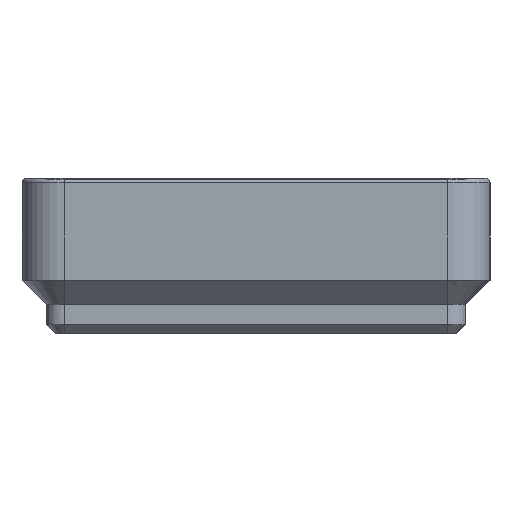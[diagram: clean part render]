
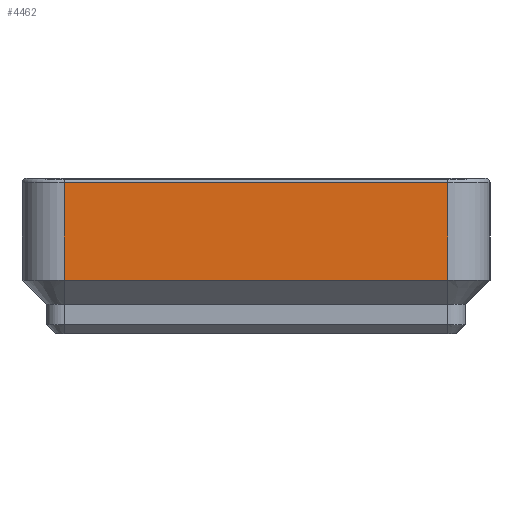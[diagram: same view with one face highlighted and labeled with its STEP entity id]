
A CAD part, left-side view. The second image highlights one B-rep face of the part: STEP entity #4462.
In plain terms, the highlighted planar face has unit normal (-1, 0, 0).
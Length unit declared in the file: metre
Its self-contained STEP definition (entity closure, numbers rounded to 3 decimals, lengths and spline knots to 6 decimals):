
#86=PLANE('',#4820);
#466=LINE('',#6981,#841);
#535=LINE('',#7191,#910);
#558=LINE('',#7299,#933);
#559=LINE('',#7301,#934);
#841=VECTOR('',#5307,1.);
#910=VECTOR('',#5526,1.);
#933=VECTOR('',#5575,1.);
#934=VECTOR('',#5576,1.);
#1559=ORIENTED_EDGE('',*,*,#2765,.T.);
#1560=ORIENTED_EDGE('',*,*,#2766,.T.);
#1561=ORIENTED_EDGE('',*,*,#2727,.F.);
#1562=ORIENTED_EDGE('',*,*,#2625,.T.);
#2625=EDGE_CURVE('',#3279,#3278,#466,.F.);
#2727=EDGE_CURVE('',#3279,#3341,#535,.T.);
#2765=EDGE_CURVE('',#3278,#3369,#558,.T.);
#2766=EDGE_CURVE('',#3369,#3341,#559,.T.);
#3278=VERTEX_POINT('',#6980);
#3279=VERTEX_POINT('',#6982);
#3341=VERTEX_POINT('',#7192);
#3369=VERTEX_POINT('',#7300);
#3729=EDGE_LOOP('',(#1559,#1560,#1561,#1562));
#4064=FACE_BOUND('',#3729,.T.);
#4462=ADVANCED_FACE('',(#4064),#86,.T.);
#4820=AXIS2_PLACEMENT_3D('',#7298,#5573,#5574);
#5307=DIRECTION('',(0.,0.,-1.));
#5526=DIRECTION('',(0.,1.,0.));
#5573=DIRECTION('',(-1.,0.,0.));
#5574=DIRECTION('',(0.,0.,1.));
#5575=DIRECTION('',(0.,1.,0.));
#5576=DIRECTION('',(0.,0.,-1.));
#6980=CARTESIAN_POINT('',(0.00025,0.004,0.0134));
#6981=CARTESIAN_POINT('',(0.00025,0.004,0.0072));
#6982=CARTESIAN_POINT('',(0.00025,0.004,0.00475));
#7191=CARTESIAN_POINT('',(0.00025,0.021,0.00475));
#7192=CARTESIAN_POINT('',(0.00025,0.038,0.00475));
#7298=CARTESIAN_POINT('',(0.00025,0.021,0.0072));
#7299=CARTESIAN_POINT('',(0.00025,0.021,0.0134));
#7300=CARTESIAN_POINT('',(0.00025,0.038,0.0134));
#7301=CARTESIAN_POINT('',(0.00025,0.038,0.0072));
